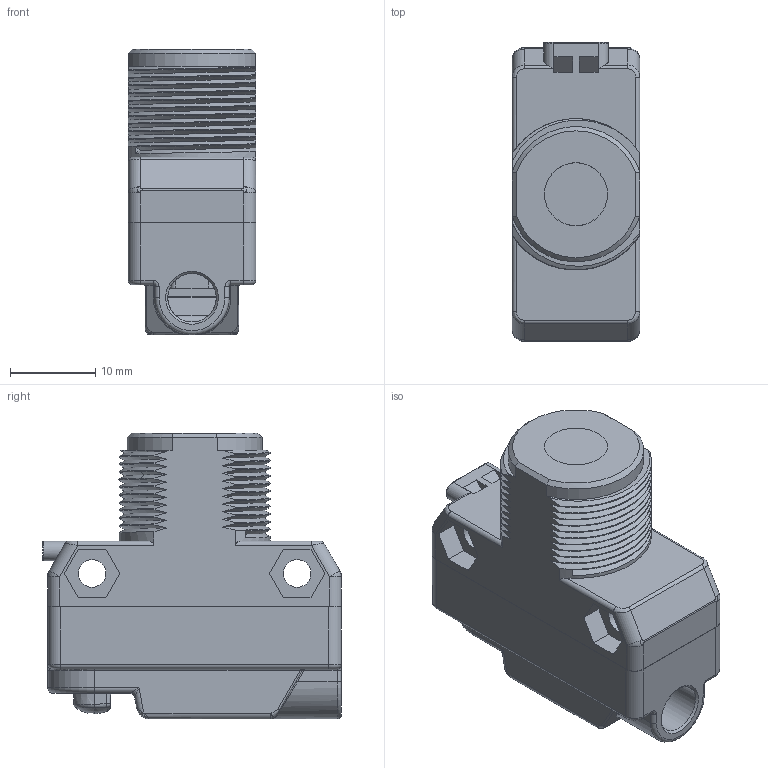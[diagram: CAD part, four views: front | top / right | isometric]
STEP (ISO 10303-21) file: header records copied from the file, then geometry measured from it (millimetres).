
FILE_DESCRIPTION((''),'2;1');
FILE_NAME('148172_SW','2010-05-27T',('banengservice'),('BANNER ENGINEERING'),'PRO/ENGINEER BY PARAMETRIC TECHNOLOGY CORPORATION, 2009141','PRO/ENGINEER BY PARAMETRIC TECHNOLOGY CORPORATION, 2009141','');
FILE_SCHEMA(('CONFIG_CONTROL_DESIGN'));
Length unit declared in the file: inch
Products named in the file (1): 148172_SW
Bounding box: 15 x 35.11 x 33.6 mm (x, y, z)
Volume: 7054.4 mm3; surface area: 7265.4 mm2
Topology: 1 solids, 1 shells, 750 faces, 1910 edges, 1181 vertices
Faces by surface type: plane 323, cylinder 241, bspline 100, torus 52, cone 21, sphere 13
Entity records: 28686 total; most frequent: CARTESIAN_POINT 11257, ORIENTED_EDGE 3814, DIRECTION 3348, EDGE_CURVE 1907, VERTEX_POINT 1181, AXIS2_PLACEMENT_3D 1138, VECTOR 1072, LINE 1072
